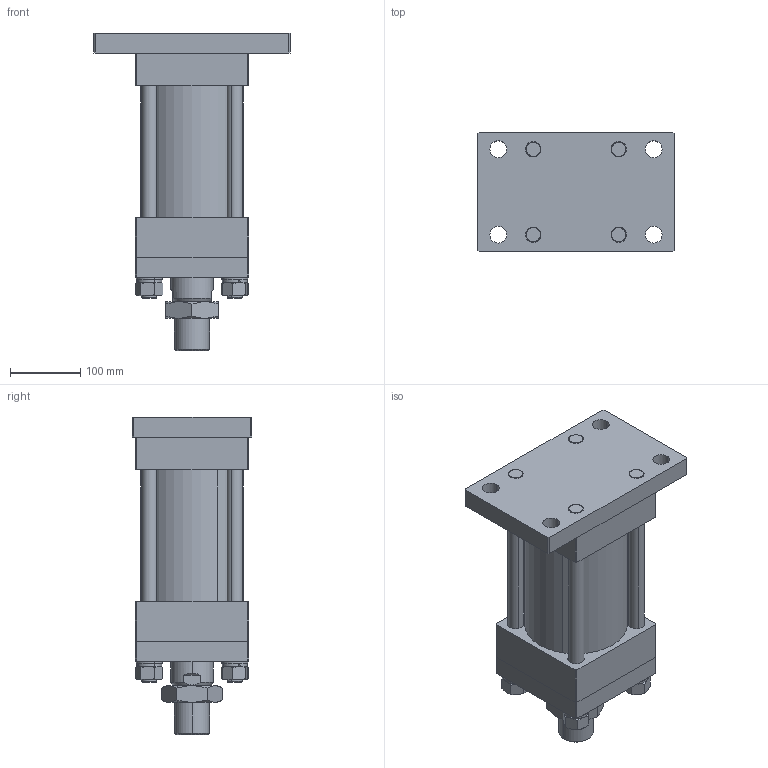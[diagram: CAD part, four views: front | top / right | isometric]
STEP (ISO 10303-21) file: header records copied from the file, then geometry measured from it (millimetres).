
FILE_DESCRIPTION (( 'STEP AP203' ), '1' );
FILE_NAME ('HOB-125-60-100-FB.STEP', '2021-04-27T07:59:21', ( '微软用户' ), ( '微软中国' ), 'SwSTEP 2.0', 'SolidWorks 2012', '' );
FILE_SCHEMA (( 'CONFIG_CONTROL_DESIGN' ));
Length unit declared in the file: millimetre
Products named in the file (13): hex thin nuts-grades ab-chamfered gb_GB_FASTENER_NUT_STNAB  B M48-N; HOB-125-60-100楊擘; HOB-125-60-100-FB楊擘; HOB-125-60-100-FB; HOB-125-60-100掛极; HOB-125-60-100綴裔; HOB-125-60-100前盖; HOB-125-60-100活塞杆; HOB-125-60-100-FB嶺裝; single coil lock washers light type gb_GB_FASTENER_WASHER_SSWL 22; plain washers--product grade c gb_GB_FASTENER_WASHER_SMWC 20; hex nuts 1-fine pitch-grades ab gb_GB_FASTENER_NUT_SNAB1XY  B M22X1.5-N; M22^HOB-125-60-100-FB
Assembly tree (18 placements, depth 3):
  HOB-125-60-100-FB
    HOB-125-60-100掛极
    HOB-125-60-100綴裔
    HOB-125-60-100前盖
    HOB-125-60-100活塞杆
    HOB-125-60-100-FB嶺裝  x4
    M22^HOB-125-60-100-FB  x4
      single coil lock washers light type gb_GB_FASTENER_WASHER_SSWL 22
      plain washers--product grade c gb_GB_FASTENER_WASHER_SMWC 20
      hex nuts 1-fine pitch-grades ab gb_GB_FASTENER_NUT_SNAB1XY  B M22X1.5-N
    hex thin nuts-grades ab-chamfered gb_GB_FASTENER_NUT_STNAB  B M48-N
    HOB-125-60-100楊擘
    HOB-125-60-100-FB楊擘
Bounding box: 280 x 170 x 453 mm (x, y, z)
Volume: 7434594.6 mm3; surface area: 861552.5 mm2
Topology: 23 solids, 23 shells, 353 faces, 803 edges, 504 vertices
Faces by surface type: cylinder 130, plane 129, cone 82, torus 12
Entity records: 8710 total; most frequent: CARTESIAN_POINT 1688, DIRECTION 1233, ORIENTED_EDGE 1066, EDGE_CURVE 533, AXIS2_PLACEMENT_3D 491, VERTEX_POINT 336, EDGE_LOOP 291, VECTOR 251
